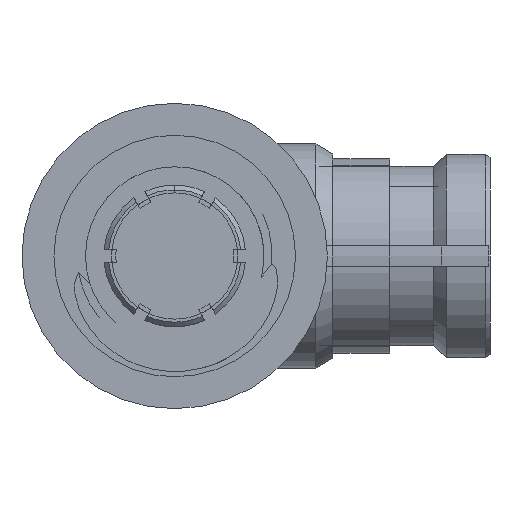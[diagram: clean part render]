
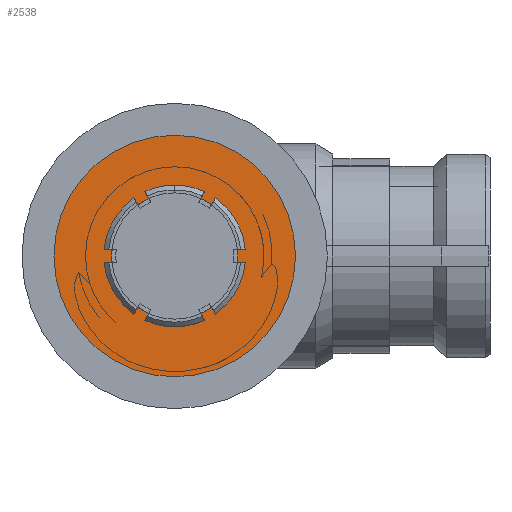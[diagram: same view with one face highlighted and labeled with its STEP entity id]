
A CAD part, left-side view. The second image highlights one B-rep face of the part: STEP entity #2538.
In plain terms, the highlighted face is planar.
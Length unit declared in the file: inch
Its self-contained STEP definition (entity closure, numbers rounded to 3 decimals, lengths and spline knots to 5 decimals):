
#237 = DIRECTION ( 'NONE',  ( 1., 0., 0. ) ) ;
#319 = DIRECTION ( 'NONE',  ( -1., 0., 0. ) ) ;
#472 = EDGE_CURVE ( 'NONE', #3359, #5544, #4524, .T. ) ;
#603 = AXIS2_PLACEMENT_3D ( 'NONE', #7011, #8410, #237 ) ;
#841 = AXIS2_PLACEMENT_3D ( 'NONE', #1916, #4387, #4968 ) ;
#999 = ORIENTED_EDGE ( 'NONE', *, *, #472, .F. ) ;
#1072 = EDGE_LOOP ( 'NONE', ( #7379, #4394 ) ) ;
#1112 = CARTESIAN_POINT ( 'NONE',  ( 0.0405, 0., -0.087 ) ) ;
#1297 = EDGE_LOOP ( 'NONE', ( #999, #3313 ) ) ;
#1916 = CARTESIAN_POINT ( 'NONE',  ( 0., 0., -0.087 ) ) ;
#2538 = ADVANCED_FACE ( 'NONE', ( #7000, #4002 ), #9473, .F. ) ;
#2576 = CARTESIAN_POINT ( 'NONE',  ( 0., 0., -0.087 ) ) ;
#2793 = CIRCLE ( 'NONE', #603, 0.0775 ) ;
#3253 = CARTESIAN_POINT ( 'NONE',  ( 0., 0.07173, -0.087 ) ) ;
#3313 = ORIENTED_EDGE ( 'NONE', *, *, #5334, .F. ) ;
#3359 = VERTEX_POINT ( 'NONE', #7861 ) ;
#3462 = DIRECTION ( 'NONE',  ( 1., 0., 0. ) ) ;
#3708 = CARTESIAN_POINT ( 'NONE',  ( -0.0775, 0., -0.087 ) ) ;
#4002 = FACE_OUTER_BOUND ( 'NONE', #1072, .T. ) ;
#4387 = DIRECTION ( 'NONE',  ( 0., 0., 1. ) ) ;
#4394 = ORIENTED_EDGE ( 'NONE', *, *, #4745, .T. ) ;
#4439 = AXIS2_PLACEMENT_3D ( 'NONE', #6485, #7293, #5025 ) ;
#4446 = CIRCLE ( 'NONE', #841, 0.0405 ) ;
#4524 = CIRCLE ( 'NONE', #5152, 0.0405 ) ;
#4745 = EDGE_CURVE ( 'NONE', #8376, #9297, #7480, .T. ) ;
#4968 = DIRECTION ( 'NONE',  ( 1., 0., 0. ) ) ;
#5025 = DIRECTION ( 'NONE',  ( 1., 0., 0. ) ) ;
#5152 = AXIS2_PLACEMENT_3D ( 'NONE', #2576, #7949, #3462 ) ;
#5334 = EDGE_CURVE ( 'NONE', #5544, #3359, #4446, .T. ) ;
#5544 = VERTEX_POINT ( 'NONE', #1112 ) ;
#6295 = DIRECTION ( 'NONE',  ( 0., 0., -1. ) ) ;
#6485 = CARTESIAN_POINT ( 'NONE',  ( 0., 0., -0.087 ) ) ;
#6538 = CARTESIAN_POINT ( 'NONE',  ( 0.0775, 0., -0.087 ) ) ;
#7000 = FACE_BOUND ( 'NONE', #1297, .T. ) ;
#7011 = CARTESIAN_POINT ( 'NONE',  ( 0., 0., -0.087 ) ) ;
#7293 = DIRECTION ( 'NONE',  ( 0., 0., 1. ) ) ;
#7379 = ORIENTED_EDGE ( 'NONE', *, *, #8680, .T. ) ;
#7480 = CIRCLE ( 'NONE', #4439, 0.0775 ) ;
#7861 = CARTESIAN_POINT ( 'NONE',  ( -0.0405, 0., -0.087 ) ) ;
#7949 = DIRECTION ( 'NONE',  ( 0., 0., 1. ) ) ;
#8376 = VERTEX_POINT ( 'NONE', #3708 ) ;
#8410 = DIRECTION ( 'NONE',  ( 0., 0., 1. ) ) ;
#8680 = EDGE_CURVE ( 'NONE', #9297, #8376, #2793, .T. ) ;
#9197 = AXIS2_PLACEMENT_3D ( 'NONE', #3253, #6295, #319 ) ;
#9297 = VERTEX_POINT ( 'NONE', #6538 ) ;
#9473 = PLANE ( 'NONE',  #9197 ) ;
